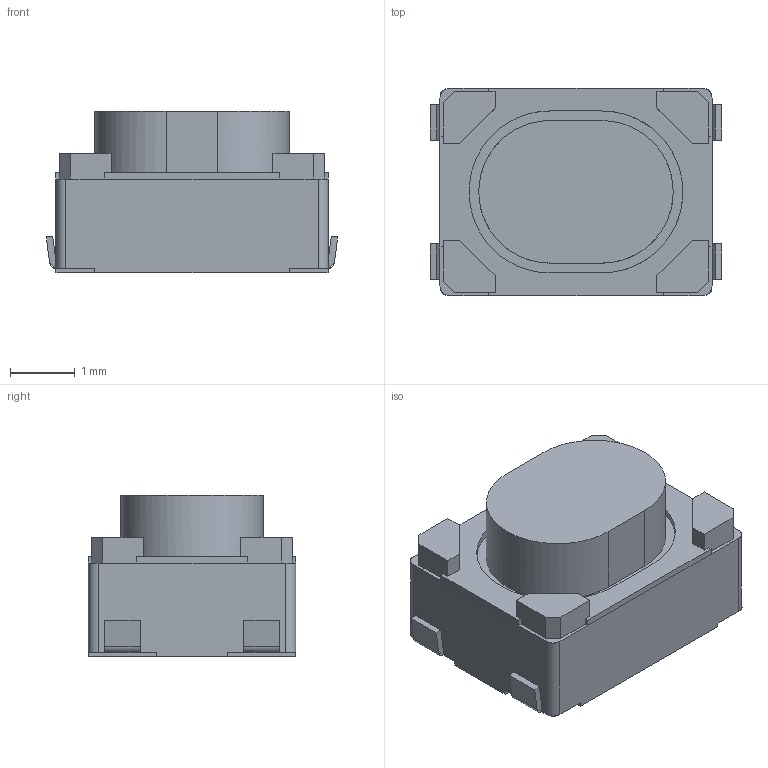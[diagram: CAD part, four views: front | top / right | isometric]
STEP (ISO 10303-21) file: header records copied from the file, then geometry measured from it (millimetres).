
FILE_DESCRIPTION( ( 'STEP AP214' ), '1' );
FILE_NAME( 'PTS815SJK250SMTRLFS.stp', '2020-12-03T01:09:25', ( 'License CC BY-ND 4.0' ), ( 'CADENAS' ), ' ', 'PARTsolutions', ' ' );
FILE_SCHEMA( ( 'AUTOMOTIVE_DESIGN { 1 0 10303 214 1 1 1 1 }' ) );
Length unit declared in the file: millimetre
Products named in the file (4): PTS815SJK250SMTRLFS; 1
Assembly tree (3 placements, depth 2):
  PTS815SJK250SMTRLFS
    1
    1
    1
Bounding box: 4.5 x 3.2 x 2.5 mm (x, y, z)
Volume: 8.1 mm3; surface area: 129.5 mm2
Topology: 2 solids, 156 shells, 232 faces, 1136 edges, 1066 vertices
Faces by surface type: plane 184, cylinder 46, torus 1, cone 1
Entity records: 10719 total; most frequent: CARTESIAN_POINT 4263, ORIENTED_EDGE 1360, EDGE_CURVE 1134, B_SPLINE_CURVE_WITH_KNOTS 1134, VERTEX_POINT 1066, DIRECTION 472, EDGE_LOOP 248, AXIS2_PLACEMENT_3D 236
